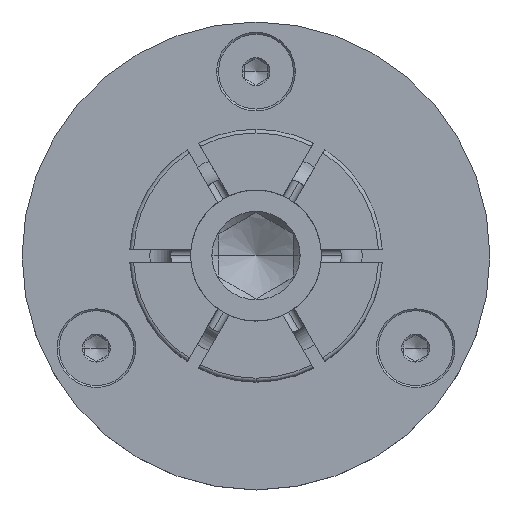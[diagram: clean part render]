
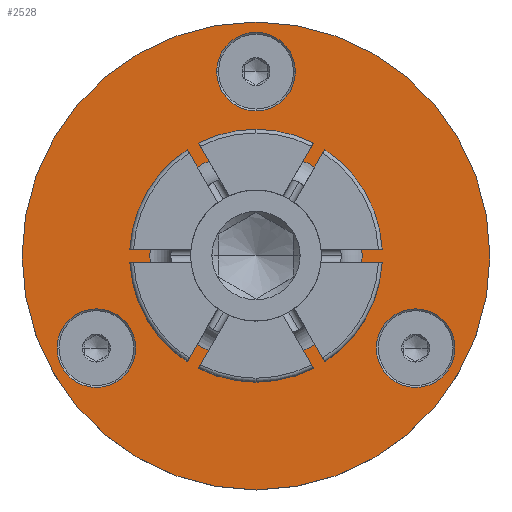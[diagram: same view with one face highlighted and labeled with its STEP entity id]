
A CAD part, top view. The second image highlights one B-rep face of the part: STEP entity #2528.
In plain terms, the highlighted planar face has unit normal (0, 0, 1).
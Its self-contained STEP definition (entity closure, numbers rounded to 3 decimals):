
#952=EDGE_CURVE('',#2058,#1700,#2687,.T.);
#962=EDGE_CURVE('',#2320,#1922,#2698,.T.);
#968=EDGE_CURVE('',#2298,#1392,#2704,.T.);
#1054=EDGE_CURVE('',#1234,#2320,#2797,.T.);
#1178=VERTEX_POINT('',#2932);
#1234=VERTEX_POINT('',#2990);
#1374=EDGE_CURVE('',#1606,#1178,#3151,.T.);
#1392=VERTEX_POINT('',#3171);
#1444=EDGE_CURVE('',#1922,#1234,#3228,.T.);
#1568=VERTEX_POINT('',#3363);
#1606=VERTEX_POINT('',#3404);
#1700=VERTEX_POINT('',#3504);
#1764=EDGE_CURVE('',#2120,#1568,#3575,.T.);
#1804=EDGE_CURVE('',#1178,#1606,#3620,.T.);
#1922=VERTEX_POINT('',#3749);
#1940=EDGE_CURVE('',#1568,#2120,#3769,.T.);
#1976=EDGE_CURVE('',#1700,#2058,#3809,.T.);
#2058=VERTEX_POINT('',#3898);
#2120=VERTEX_POINT('',#3967);
#2298=VERTEX_POINT('',#4168);
#2320=VERTEX_POINT('',#4193);
#2528=ADVANCED_FACE('',(#4423,#4424,#4425,#4426,#4427),#4428,.T.);
#2530=EDGE_CURVE('',#1392,#2298,#4430,.T.);
#2687=CIRCLE('',#4711,4.2);
#2698=CIRCLE('',#4724,11.35);
#2704=CIRCLE('',#4741,4.2);
#2797=CIRCLE('',#4967,11.35);
#2932=CARTESIAN_POINT('',(19.161,-6.213,6.4));
#2990=CARTESIAN_POINT('',(0.,11.35,6.4));
#3151=CIRCLE('',#5791,4.2);
#3171=CARTESIAN_POINT('',(-14.961,-13.487,6.4));
#3228=CIRCLE('',#5947,11.35);
#3363=CARTESIAN_POINT('',(25.0,0.0,6.4));
#3404=CARTESIAN_POINT('',(14.961,-13.487,6.4));
#3504=CARTESIAN_POINT('',(4.2,19.7,6.4));
#3575=CIRCLE('',#6630,25.0);
#3620=CIRCLE('',#6737,4.2);
#3749=CARTESIAN_POINT('',(0.,-11.35,6.4));
#3769=CIRCLE('',#6980,25.0);
#3809=CIRCLE('',#7089,4.2);
#3898=CARTESIAN_POINT('',(-4.2,19.7,6.4));
#3967=CARTESIAN_POINT('',(-25.0,0.,6.4));
#4168=CARTESIAN_POINT('',(-19.161,-6.213,6.4));
#4193=CARTESIAN_POINT('',(11.35,0.,6.4));
#4423=FACE_BOUND('',#8588,.T.);
#4424=FACE_BOUND('',#8589,.T.);
#4425=FACE_BOUND('',#8590,.T.);
#4426=FACE_BOUND('',#8591,.T.);
#4427=FACE_OUTER_BOUND('',#8592,.T.);
#4428=PLANE('',#8593);
#4430=CIRCLE('',#8596,4.2);
#4711=AXIS2_PLACEMENT_3D('',#8796,#8797,#8798);
#4724=AXIS2_PLACEMENT_3D('',#8810,#8811,#8812);
#4741=AXIS2_PLACEMENT_3D('',#8813,#8814,#8815);
#4967=AXIS2_PLACEMENT_3D('',#8908,#8909,#8910);
#5791=AXIS2_PLACEMENT_3D('',#9321,#9322,#9323);
#5947=AXIS2_PLACEMENT_3D('',#9406,#9407,#9408);
#6630=AXIS2_PLACEMENT_3D('',#9748,#9749,#9750);
#6737=AXIS2_PLACEMENT_3D('',#9807,#9808,#9809);
#6980=AXIS2_PLACEMENT_3D('',#9968,#9969,#9970);
#7089=AXIS2_PLACEMENT_3D('',#10017,#10018,#10019);
#8588=EDGE_LOOP('',(#10696,#10697));
#8589=EDGE_LOOP('',(#10698,#10699));
#8590=EDGE_LOOP('',(#10700,#10701));
#8591=EDGE_LOOP('',(#10702,#10703,#10704));
#8592=EDGE_LOOP('',(#10705,#10706));
#8593=AXIS2_PLACEMENT_3D('',#10707,#10708,#10709);
#8596=AXIS2_PLACEMENT_3D('',#10710,#10711,#10712);
#8796=CARTESIAN_POINT('',(0.0,19.7,6.4));
#8797=DIRECTION('',(0.0,0.0,-1.0));
#8798=DIRECTION('',(1.0,0.0,0.0));
#8810=CARTESIAN_POINT('',(0.0,0.,6.4));
#8811=DIRECTION('',(0.0,0.,-1.0));
#8812=DIRECTION('',(1.0,0.0,0.0));
#8813=CARTESIAN_POINT('',(-17.061,-9.85,6.4));
#8814=DIRECTION('',(-0.0,0.0,-1.0));
#8815=DIRECTION('',(-0.5,0.866,0.0));
#8908=CARTESIAN_POINT('',(0.0,0.,6.4));
#8909=DIRECTION('',(0.0,0.,-1.0));
#8910=DIRECTION('',(1.0,0.0,0.0));
#9321=CARTESIAN_POINT('',(17.061,-9.85,6.4));
#9322=DIRECTION('',(-0.0,0.0,-1.0));
#9323=DIRECTION('',(-0.5,-0.866,0.0));
#9406=CARTESIAN_POINT('',(0.0,0.,6.4));
#9407=DIRECTION('',(0.0,0.,-1.0));
#9408=DIRECTION('',(1.0,0.0,0.0));
#9748=CARTESIAN_POINT('',(0.0,0.0,6.4));
#9749=DIRECTION('',(0.0,0.0,1.0));
#9750=DIRECTION('',(1.0,0.0,0.0));
#9807=CARTESIAN_POINT('',(17.061,-9.85,6.4));
#9808=DIRECTION('',(-0.0,0.0,-1.0));
#9809=DIRECTION('',(-0.5,-0.866,0.0));
#9968=CARTESIAN_POINT('',(0.0,0.0,6.4));
#9969=DIRECTION('',(0.0,0.0,1.0));
#9970=DIRECTION('',(1.0,0.0,0.0));
#10017=CARTESIAN_POINT('',(0.0,19.7,6.4));
#10018=DIRECTION('',(0.0,0.0,-1.0));
#10019=DIRECTION('',(1.0,0.0,0.0));
#10696=ORIENTED_EDGE('',*,*,#1374,.T.);
#10697=ORIENTED_EDGE('',*,*,#1804,.T.);
#10698=ORIENTED_EDGE('',*,*,#968,.T.);
#10699=ORIENTED_EDGE('',*,*,#2530,.T.);
#10700=ORIENTED_EDGE('',*,*,#1976,.T.);
#10701=ORIENTED_EDGE('',*,*,#952,.T.);
#10702=ORIENTED_EDGE('',*,*,#962,.T.);
#10703=ORIENTED_EDGE('',*,*,#1444,.T.);
#10704=ORIENTED_EDGE('',*,*,#1054,.T.);
#10705=ORIENTED_EDGE('',*,*,#1940,.T.);
#10706=ORIENTED_EDGE('',*,*,#1764,.T.);
#10707=CARTESIAN_POINT('',(0.0,0.0,6.4));
#10708=DIRECTION('',(0.0,0.0,1.0));
#10709=DIRECTION('',(1.0,0.0,0.0));
#10710=CARTESIAN_POINT('',(-17.061,-9.85,6.4));
#10711=DIRECTION('',(-0.0,0.0,-1.0));
#10712=DIRECTION('',(-0.5,0.866,0.0));
